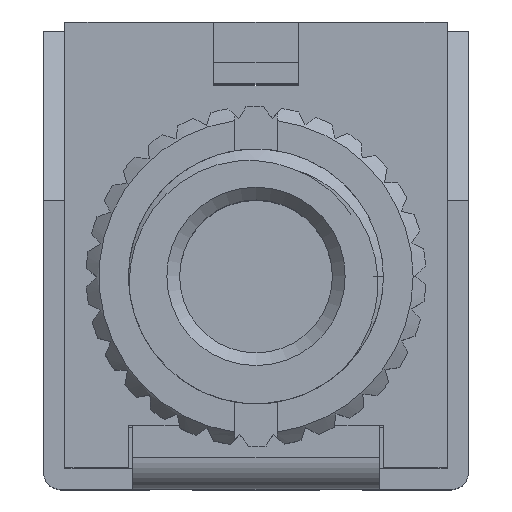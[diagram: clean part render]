
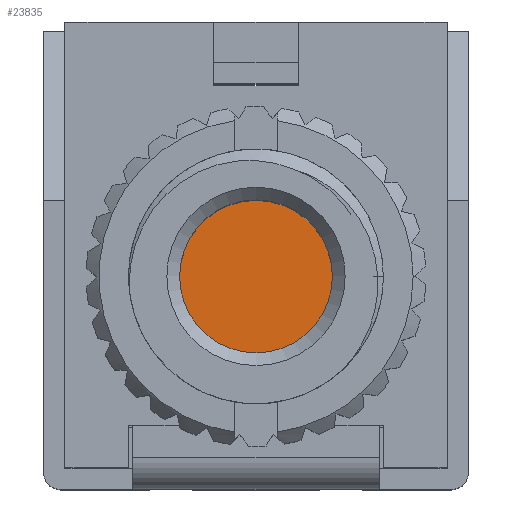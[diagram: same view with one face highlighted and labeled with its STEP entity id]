
A CAD part, top view. The second image highlights one B-rep face of the part: STEP entity #23835.
In plain terms, the highlighted planar face has unit normal (0, 0, 1).
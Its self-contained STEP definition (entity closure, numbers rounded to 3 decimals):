
#21777 = PLANE('',#21778);
#21778 = AXIS2_PLACEMENT_3D('',#21779,#21780,#21781);
#21779 = CARTESIAN_POINT('',(-2.9,-3.,8.));
#21780 = DIRECTION('',(0.,0.,-1.));
#21781 = DIRECTION('',(1.,0.,0.));
#21843 = VERTEX_POINT('',#21844);
#21844 = CARTESIAN_POINT('',(-2.9,-3.,8.));
#21858 = PLANE('',#21859);
#21859 = AXIS2_PLACEMENT_3D('',#21860,#21861,#21862);
#21860 = CARTESIAN_POINT('',(-2.9,-3.,7.5));
#21861 = DIRECTION('',(-1.,0.,0.));
#21862 = DIRECTION('',(0.,1.,0.));
#23007 = EDGE_CURVE('',#23008,#21843,#23010,.T.);
#23008 = VERTEX_POINT('',#23009);
#23009 = CARTESIAN_POINT('',(2.9,-3.,8.));
#23010 = SURFACE_CURVE('',#23011,(#23015,#23022),.PCURVE_S1.);
#23011 = LINE('',#23012,#23013);
#23012 = CARTESIAN_POINT('',(2.9,-3.,8.));
#23013 = VECTOR('',#23014,1.);
#23014 = DIRECTION('',(-1.,0.,0.));
#23015 = PCURVE('',#21777,#23016);
#23016 = DEFINITIONAL_REPRESENTATION('',(#23017),#23021);
#23017 = LINE('',#23018,#23019);
#23018 = CARTESIAN_POINT('',(5.8,0.));
#23019 = VECTOR('',#23020,1.);
#23020 = DIRECTION('',(-1.,0.));
#23021 = ( GEOMETRIC_REPRESENTATION_CONTEXT(2) 
PARAMETRIC_REPRESENTATION_CONTEXT() REPRESENTATION_CONTEXT('2D SPACE',''
  ) );
#23022 = PCURVE('',#23023,#23028);
#23023 = PLANE('',#23024);
#23024 = AXIS2_PLACEMENT_3D('',#23025,#23026,#23027);
#23025 = CARTESIAN_POINT('',(0.,0.,8.));
#23026 = DIRECTION('',(-0.,-0.,-1.));
#23027 = DIRECTION('',(-1.,0.,0.));
#23028 = DEFINITIONAL_REPRESENTATION('',(#23029),#23033);
#23029 = LINE('',#23030,#23031);
#23030 = CARTESIAN_POINT('',(-2.9,-3.));
#23031 = VECTOR('',#23032,1.);
#23032 = DIRECTION('',(1.,0.));
#23033 = ( GEOMETRIC_REPRESENTATION_CONTEXT(2) 
PARAMETRIC_REPRESENTATION_CONTEXT() REPRESENTATION_CONTEXT('2D SPACE',''
  ) );
#23061 = EDGE_CURVE('',#21843,#23062,#23064,.T.);
#23062 = VERTEX_POINT('',#23063);
#23063 = CARTESIAN_POINT('',(-2.9,3.,8.));
#23064 = SURFACE_CURVE('',#23065,(#23069,#23076),.PCURVE_S1.);
#23065 = LINE('',#23066,#23067);
#23066 = CARTESIAN_POINT('',(-2.9,-3.,8.));
#23067 = VECTOR('',#23068,1.);
#23068 = DIRECTION('',(0.,1.,0.));
#23069 = PCURVE('',#21858,#23070);
#23070 = DEFINITIONAL_REPRESENTATION('',(#23071),#23075);
#23071 = LINE('',#23072,#23073);
#23072 = CARTESIAN_POINT('',(0.,-0.5));
#23073 = VECTOR('',#23074,1.);
#23074 = DIRECTION('',(1.,0.));
#23075 = ( GEOMETRIC_REPRESENTATION_CONTEXT(2) 
PARAMETRIC_REPRESENTATION_CONTEXT() REPRESENTATION_CONTEXT('2D SPACE',''
  ) );
#23076 = PCURVE('',#23023,#23077);
#23077 = DEFINITIONAL_REPRESENTATION('',(#23078),#23082);
#23078 = LINE('',#23079,#23080);
#23079 = CARTESIAN_POINT('',(2.9,-3.));
#23080 = VECTOR('',#23081,1.);
#23081 = DIRECTION('',(0.,1.));
#23082 = ( GEOMETRIC_REPRESENTATION_CONTEXT(2) 
PARAMETRIC_REPRESENTATION_CONTEXT() REPRESENTATION_CONTEXT('2D SPACE',''
  ) );
#23100 = PLANE('',#23101);
#23101 = AXIS2_PLACEMENT_3D('',#23102,#23103,#23104);
#23102 = CARTESIAN_POINT('',(-2.9,3.,7.5));
#23103 = DIRECTION('',(0.,1.,0.));
#23104 = DIRECTION('',(1.,0.,0.));
#23151 = PLANE('',#23152);
#23152 = AXIS2_PLACEMENT_3D('',#23153,#23154,#23155);
#23153 = CARTESIAN_POINT('',(2.9,3.,7.5));
#23154 = DIRECTION('',(1.,0.,0.));
#23155 = DIRECTION('',(0.,-1.,0.));
#23835 = ADVANCED_FACE('',(#23836),#23023,.F.);
#23836 = FACE_BOUND('',#23837,.F.);
#23837 = EDGE_LOOP('',(#23838,#23861,#23882,#23883));
#23838 = ORIENTED_EDGE('',*,*,#23839,.T.);
#23839 = EDGE_CURVE('',#23062,#23840,#23842,.T.);
#23840 = VERTEX_POINT('',#23841);
#23841 = CARTESIAN_POINT('',(2.9,3.,8.));
#23842 = SURFACE_CURVE('',#23843,(#23847,#23854),.PCURVE_S1.);
#23843 = LINE('',#23844,#23845);
#23844 = CARTESIAN_POINT('',(-2.9,3.,8.));
#23845 = VECTOR('',#23846,1.);
#23846 = DIRECTION('',(1.,0.,0.));
#23847 = PCURVE('',#23023,#23848);
#23848 = DEFINITIONAL_REPRESENTATION('',(#23849),#23853);
#23849 = LINE('',#23850,#23851);
#23850 = CARTESIAN_POINT('',(2.9,3.));
#23851 = VECTOR('',#23852,1.);
#23852 = DIRECTION('',(-1.,0.));
#23853 = ( GEOMETRIC_REPRESENTATION_CONTEXT(2) 
PARAMETRIC_REPRESENTATION_CONTEXT() REPRESENTATION_CONTEXT('2D SPACE',''
  ) );
#23854 = PCURVE('',#23100,#23855);
#23855 = DEFINITIONAL_REPRESENTATION('',(#23856),#23860);
#23856 = LINE('',#23857,#23858);
#23857 = CARTESIAN_POINT('',(0.,-0.5));
#23858 = VECTOR('',#23859,1.);
#23859 = DIRECTION('',(1.,0.));
#23860 = ( GEOMETRIC_REPRESENTATION_CONTEXT(2) 
PARAMETRIC_REPRESENTATION_CONTEXT() REPRESENTATION_CONTEXT('2D SPACE',''
  ) );
#23861 = ORIENTED_EDGE('',*,*,#23862,.T.);
#23862 = EDGE_CURVE('',#23840,#23008,#23863,.T.);
#23863 = SURFACE_CURVE('',#23864,(#23868,#23875),.PCURVE_S1.);
#23864 = LINE('',#23865,#23866);
#23865 = CARTESIAN_POINT('',(2.9,3.,8.));
#23866 = VECTOR('',#23867,1.);
#23867 = DIRECTION('',(0.,-1.,0.));
#23868 = PCURVE('',#23023,#23869);
#23869 = DEFINITIONAL_REPRESENTATION('',(#23870),#23874);
#23870 = LINE('',#23871,#23872);
#23871 = CARTESIAN_POINT('',(-2.9,3.));
#23872 = VECTOR('',#23873,1.);
#23873 = DIRECTION('',(0.,-1.));
#23874 = ( GEOMETRIC_REPRESENTATION_CONTEXT(2) 
PARAMETRIC_REPRESENTATION_CONTEXT() REPRESENTATION_CONTEXT('2D SPACE',''
  ) );
#23875 = PCURVE('',#23151,#23876);
#23876 = DEFINITIONAL_REPRESENTATION('',(#23877),#23881);
#23877 = LINE('',#23878,#23879);
#23878 = CARTESIAN_POINT('',(0.,-0.5));
#23879 = VECTOR('',#23880,1.);
#23880 = DIRECTION('',(1.,0.));
#23881 = ( GEOMETRIC_REPRESENTATION_CONTEXT(2) 
PARAMETRIC_REPRESENTATION_CONTEXT() REPRESENTATION_CONTEXT('2D SPACE',''
  ) );
#23882 = ORIENTED_EDGE('',*,*,#23007,.T.);
#23883 = ORIENTED_EDGE('',*,*,#23061,.T.);
